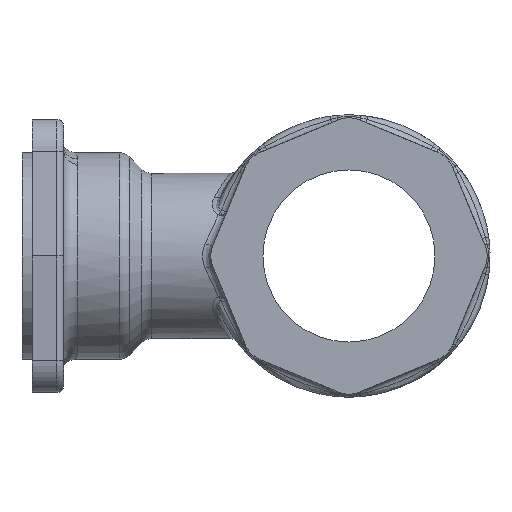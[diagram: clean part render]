
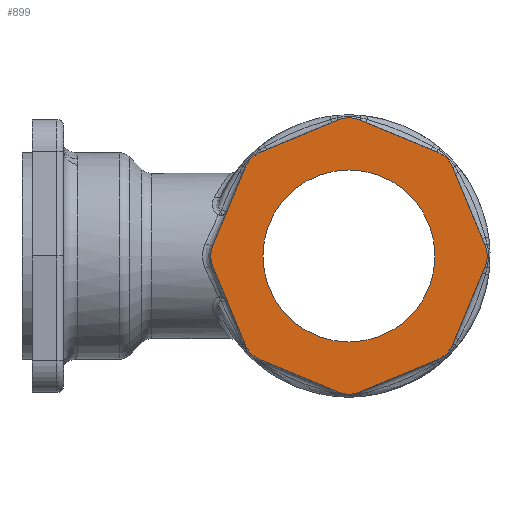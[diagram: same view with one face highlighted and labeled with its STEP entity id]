
A CAD part, left-side view. The second image highlights one B-rep face of the part: STEP entity #899.
In plain terms, the highlighted planar face has unit normal (-1, 0, 0).
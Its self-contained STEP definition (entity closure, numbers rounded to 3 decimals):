
#899=ADVANCED_FACE('',(#1612,#1613),#1185,.F.);
#1185=PLANE('',#4693);
#1267=LINE('',#6566,#1433);
#1268=LINE('',#6571,#1434);
#1269=LINE('',#6575,#1435);
#1270=LINE('',#6579,#1436);
#1271=LINE('',#6583,#1437);
#1272=LINE('',#6587,#1438);
#1273=LINE('',#6591,#1439);
#1274=LINE('',#6595,#1440);
#1433=VECTOR('',#5107,1.);
#1434=VECTOR('',#5110,1.);
#1435=VECTOR('',#5113,1.);
#1436=VECTOR('',#5116,1.);
#1437=VECTOR('',#5119,1.);
#1438=VECTOR('',#5122,1.);
#1439=VECTOR('',#5125,1.);
#1440=VECTOR('',#5128,1.);
#1612=FACE_BOUND('',#1672,.T.);
#1613=FACE_BOUND('',#1673,.T.);
#1672=EDGE_LOOP('',(#2097,#2098,#2099,#2100,#2101,#2102,#2103,#2104,#2105,
#2106,#2107,#2108,#2109,#2110,#2111,#2112));
#1673=EDGE_LOOP('',(#2113));
#2097=ORIENTED_EDGE('',*,*,#3871,.F.);
#2098=ORIENTED_EDGE('',*,*,#3872,.T.);
#2099=ORIENTED_EDGE('',*,*,#3873,.F.);
#2100=ORIENTED_EDGE('',*,*,#3874,.T.);
#2101=ORIENTED_EDGE('',*,*,#3875,.F.);
#2102=ORIENTED_EDGE('',*,*,#3876,.T.);
#2103=ORIENTED_EDGE('',*,*,#3877,.F.);
#2104=ORIENTED_EDGE('',*,*,#3878,.T.);
#2105=ORIENTED_EDGE('',*,*,#3879,.F.);
#2106=ORIENTED_EDGE('',*,*,#3880,.T.);
#2107=ORIENTED_EDGE('',*,*,#3881,.F.);
#2108=ORIENTED_EDGE('',*,*,#3882,.T.);
#2109=ORIENTED_EDGE('',*,*,#3883,.F.);
#2110=ORIENTED_EDGE('',*,*,#3884,.T.);
#2111=ORIENTED_EDGE('',*,*,#3885,.F.);
#2112=ORIENTED_EDGE('',*,*,#3886,.T.);
#2113=ORIENTED_EDGE('',*,*,#3887,.F.);
#3453=VERTEX_POINT('',#6567);
#3454=VERTEX_POINT('',#6568);
#3455=VERTEX_POINT('',#6570);
#3456=VERTEX_POINT('',#6572);
#3457=VERTEX_POINT('',#6574);
#3458=VERTEX_POINT('',#6576);
#3459=VERTEX_POINT('',#6578);
#3460=VERTEX_POINT('',#6580);
#3461=VERTEX_POINT('',#6582);
#3462=VERTEX_POINT('',#6584);
#3463=VERTEX_POINT('',#6586);
#3464=VERTEX_POINT('',#6588);
#3465=VERTEX_POINT('',#6590);
#3466=VERTEX_POINT('',#6592);
#3467=VERTEX_POINT('',#6594);
#3468=VERTEX_POINT('',#6596);
#3469=VERTEX_POINT('',#6599);
#3871=EDGE_CURVE('',#3453,#3454,#1267,.T.);
#3872=EDGE_CURVE('',#3453,#3455,#4453,.T.);
#3873=EDGE_CURVE('',#3456,#3455,#1268,.T.);
#3874=EDGE_CURVE('',#3456,#3457,#4454,.T.);
#3875=EDGE_CURVE('',#3458,#3457,#1269,.T.);
#3876=EDGE_CURVE('',#3458,#3459,#4455,.T.);
#3877=EDGE_CURVE('',#3460,#3459,#1270,.T.);
#3878=EDGE_CURVE('',#3460,#3461,#4456,.T.);
#3879=EDGE_CURVE('',#3462,#3461,#1271,.T.);
#3880=EDGE_CURVE('',#3462,#3463,#4457,.T.);
#3881=EDGE_CURVE('',#3464,#3463,#1272,.T.);
#3882=EDGE_CURVE('',#3464,#3465,#4458,.T.);
#3883=EDGE_CURVE('',#3466,#3465,#1273,.T.);
#3884=EDGE_CURVE('',#3466,#3467,#4459,.T.);
#3885=EDGE_CURVE('',#3468,#3467,#1274,.T.);
#3886=EDGE_CURVE('',#3468,#3454,#4460,.T.);
#3887=EDGE_CURVE('',#3469,#3469,#4461,.T.);
#4453=CIRCLE('',#4684,4.);
#4454=CIRCLE('',#4685,4.);
#4455=CIRCLE('',#4686,4.);
#4456=CIRCLE('',#4687,4.);
#4457=CIRCLE('',#4688,4.);
#4458=CIRCLE('',#4689,4.);
#4459=CIRCLE('',#4690,4.);
#4460=CIRCLE('',#4691,4.);
#4461=CIRCLE('',#4692,12.5);
#4684=AXIS2_PLACEMENT_3D('',#6569,#5108,#5109);
#4685=AXIS2_PLACEMENT_3D('',#6573,#5111,#5112);
#4686=AXIS2_PLACEMENT_3D('',#6577,#5114,#5115);
#4687=AXIS2_PLACEMENT_3D('',#6581,#5117,#5118);
#4688=AXIS2_PLACEMENT_3D('',#6585,#5120,#5121);
#4689=AXIS2_PLACEMENT_3D('',#6589,#5123,#5124);
#4690=AXIS2_PLACEMENT_3D('',#6593,#5126,#5127);
#4691=AXIS2_PLACEMENT_3D('',#6597,#5129,#5130);
#4692=AXIS2_PLACEMENT_3D('',#6598,#5131,#5132);
#4693=AXIS2_PLACEMENT_3D('',#6600,#5133,#5134);
#5107=DIRECTION('',(0.,-0.383,-0.924));
#5108=DIRECTION('',(-1.,0.,0.));
#5109=DIRECTION('',(0.,0.,-1.));
#5110=DIRECTION('',(0.,-0.924,-0.383));
#5111=DIRECTION('',(-1.,0.,0.));
#5112=DIRECTION('',(0.,0.,-1.));
#5113=DIRECTION('',(0.,-0.924,0.383));
#5114=DIRECTION('',(-1.,0.,0.));
#5115=DIRECTION('',(0.,0.,-1.));
#5116=DIRECTION('',(0.,-0.383,0.924));
#5117=DIRECTION('',(-1.,0.,0.));
#5118=DIRECTION('',(0.,0.,-1.));
#5119=DIRECTION('',(0.,0.383,0.924));
#5120=DIRECTION('',(-1.,0.,0.));
#5121=DIRECTION('',(0.,0.,-1.));
#5122=DIRECTION('',(0.,0.924,0.383));
#5123=DIRECTION('',(-1.,0.,0.));
#5124=DIRECTION('',(0.,0.,-1.));
#5125=DIRECTION('',(0.,0.924,-0.383));
#5126=DIRECTION('',(-1.,0.,0.));
#5127=DIRECTION('',(0.,0.,-1.));
#5128=DIRECTION('',(0.,0.383,-0.924));
#5129=DIRECTION('',(-1.,0.,0.));
#5130=DIRECTION('',(0.,0.,-1.));
#5131=DIRECTION('',(-1.,0.,0.));
#5132=DIRECTION('',(0.,0.,-1.));
#5133=DIRECTION('',(1.,0.,0.));
#5134=DIRECTION('',(0.,0.,-1.));
#6566=CARTESIAN_POINT('',(-44.4,-14.427,14.427));
#6567=CARTESIAN_POINT('',(-44.4,-15.061,12.896));
#6568=CARTESIAN_POINT('',(-44.4,-19.769,1.531));
#6569=CARTESIAN_POINT('',(-44.4,-11.366,11.366));
#6570=CARTESIAN_POINT('',(-44.4,-12.896,15.061));
#6571=CARTESIAN_POINT('',(-44.4,0.,20.403));
#6572=CARTESIAN_POINT('',(-44.4,-1.531,19.769));
#6573=CARTESIAN_POINT('',(-44.4,0.,16.074));
#6574=CARTESIAN_POINT('',(-44.4,1.531,19.769));
#6575=CARTESIAN_POINT('',(-44.4,14.427,14.427));
#6576=CARTESIAN_POINT('',(-44.4,12.896,15.061));
#6577=CARTESIAN_POINT('',(-44.4,11.366,11.366));
#6578=CARTESIAN_POINT('',(-44.4,15.061,12.896));
#6579=CARTESIAN_POINT('',(-44.4,20.403,0.));
#6580=CARTESIAN_POINT('',(-44.4,19.769,1.531));
#6581=CARTESIAN_POINT('',(-44.4,16.074,0.));
#6582=CARTESIAN_POINT('',(-44.4,19.769,-1.531));
#6583=CARTESIAN_POINT('',(-44.4,14.427,-14.427));
#6584=CARTESIAN_POINT('',(-44.4,15.061,-12.896));
#6585=CARTESIAN_POINT('',(-44.4,11.366,-11.366));
#6586=CARTESIAN_POINT('',(-44.4,12.896,-15.061));
#6587=CARTESIAN_POINT('',(-44.4,0.,-20.403));
#6588=CARTESIAN_POINT('',(-44.4,1.531,-19.769));
#6589=CARTESIAN_POINT('',(-44.4,0.,-16.074));
#6590=CARTESIAN_POINT('',(-44.4,-1.531,-19.769));
#6591=CARTESIAN_POINT('',(-44.4,-14.427,-14.427));
#6592=CARTESIAN_POINT('',(-44.4,-12.896,-15.061));
#6593=CARTESIAN_POINT('',(-44.4,-11.366,-11.366));
#6594=CARTESIAN_POINT('',(-44.4,-15.061,-12.896));
#6595=CARTESIAN_POINT('',(-44.4,-20.403,0.));
#6596=CARTESIAN_POINT('',(-44.4,-19.769,-1.531));
#6597=CARTESIAN_POINT('',(-44.4,-16.074,0.));
#6598=CARTESIAN_POINT('',(-44.4,0.,0.));
#6599=CARTESIAN_POINT('',(-44.4,0.,-12.5));
#6600=CARTESIAN_POINT('',(-44.4,-24.629,10.202));
